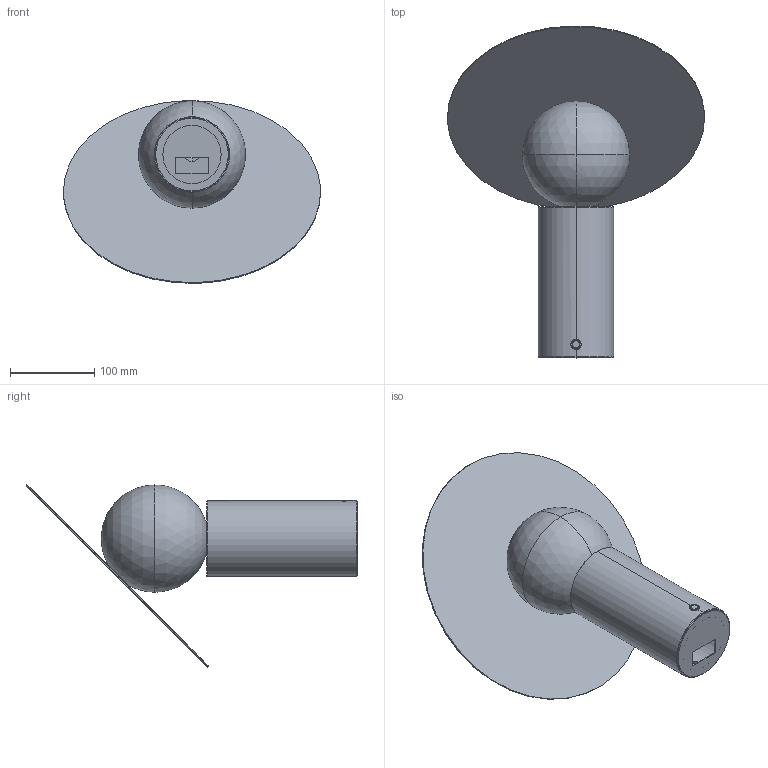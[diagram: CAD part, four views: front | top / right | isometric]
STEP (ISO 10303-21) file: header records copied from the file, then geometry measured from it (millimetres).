
FILE_DESCRIPTION (( 'STEP AP203' ), '1' );
FILE_NAME ('Bola Disc Table, Small, Marble Base, v2.STEP', '2019-07-16T18:36:15', ( '' ), ( '' ), 'SwSTEP 2.0', 'SolidWorks 2018', '' );
FILE_SCHEMA (( 'CONFIG_CONTROL_DESIGN' ));
Length unit declared in the file: inch
Products named in the file (18): 2 pieces button, Recd 040819; Bola 5 TB-17_B; Block 02; Bola 5 TB-05, Foot Pad, Recd 102518; Bola 6 TB-10.step; Reflector disc_v2; Bola 5 TB-12.STEP; BOLA 5 TB GLOBE, Recd 121318.STEP; Bola Disc Table, Small, Marble Base, v2; Bola 5 TB-26_C.STEP; Bola Disc Table, Small, Globe, Subassembly; Bola 6 TB-08.step; Bola Table, Threaded Post, v2; Bola 6 TB-09.step; Bola Disc Table, Small, Shade, Subassembly_v2; Bola 5 TB-29_A.STEP; 2 pieces button, Recd 040819.STEP; Bola 5 TB-28_A.STEP
Assembly tree (18 placements, depth 4):
  Bola Disc Table, Small, Marble Base, v2
    Bola 5 TB-17_B
    Bola 5 TB-05, Foot Pad, Recd 102518
    Bola Disc Table, Small, Globe, Subassembly
      BOLA 5 TB GLOBE, Recd 121318.STEP
        Bola 5 TB-12.STEP
        Bola 5 TB-26_C.STEP
        Bola 6 TB-08.step
        Bola 6 TB-09.step
        Bola 6 TB-10.step
    Bola Disc Table, Small, Shade, Subassembly_v2
      Bola Table, Threaded Post, v2
    2 pieces button, Recd 040819
      2 pieces button, Recd 040819.STEP
        Bola 5 TB-29_A.STEP
        Bola 5 TB-28_A.STEP
    Reflector disc_v2
      Block 02
      Bola Table, Threaded Post, v2
Bounding box: 304.55 x 392.95 x 216.41 mm (x, y, z)
Volume: 802214 mm3; surface area: 359396 mm2
Topology: 12 solids, 12 shells, 194 faces, 440 edges, 278 vertices
Faces by surface type: cylinder 107, plane 49, cone 12, torus 10, sphere 8, bspline 8
Entity records: 8624 total; most frequent: CARTESIAN_POINT 3075, DIRECTION 833, ORIENTED_EDGE 694, AXIS2_PLACEMENT_3D 356, EDGE_CURVE 347, VERTEX_POINT 220, EDGE_LOOP 189, CIRCLE 175
